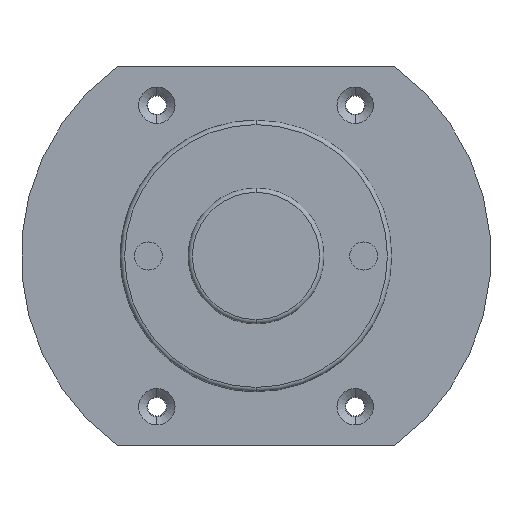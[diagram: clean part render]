
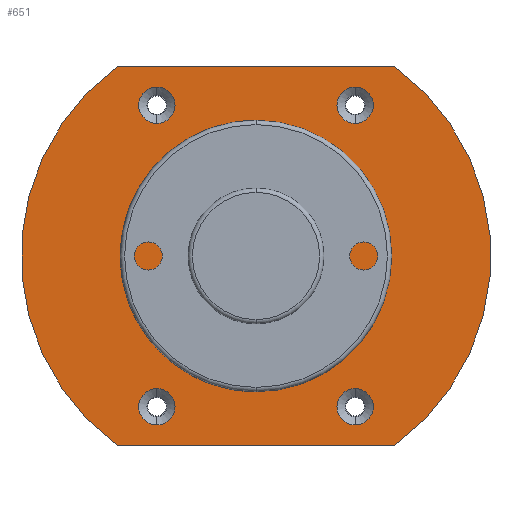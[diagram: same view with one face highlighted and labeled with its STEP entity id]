
A CAD part, front view. The second image highlights one B-rep face of the part: STEP entity #651.
In plain terms, the highlighted planar face has unit normal (0, -1, 0).
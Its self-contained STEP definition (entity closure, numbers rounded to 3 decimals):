
#12 = EDGE_CURVE ( 'NONE', #523, #1166, #1429, .T. ) ;
#35 = CARTESIAN_POINT ( 'NONE',  ( 23., 0., -30.784 ) ) ;
#43 = CARTESIAN_POINT ( 'NONE',  ( 32.16, 0., 44. ) ) ;
#68 = CARTESIAN_POINT ( 'NONE',  ( 23., 0., -35. ) ) ;
#96 = DIRECTION ( 'NONE',  ( 0., -1., 0. ) ) ;
#104 = CARTESIAN_POINT ( 'NONE',  ( 23., 0., 30.784 ) ) ;
#117 = DIRECTION ( 'NONE',  ( 0., 0., -1. ) ) ;
#148 = DIRECTION ( 'NONE',  ( 1., 0., 0. ) ) ;
#168 = DIRECTION ( 'NONE',  ( 0., -1., 0. ) ) ;
#169 = DIRECTION ( 'NONE',  ( 0., 0., -1. ) ) ;
#184 = EDGE_CURVE ( 'NONE', #814, #772, #757, .T. ) ;
#185 = DIRECTION ( 'NONE',  ( 0., -1., 0. ) ) ;
#193 = CARTESIAN_POINT ( 'NONE',  ( -23., 0., -30.784 ) ) ;
#200 = CIRCLE ( 'NONE', #481, 10. ) ;
#213 = CARTESIAN_POINT ( 'NONE',  ( 32.16, 0., -44. ) ) ;
#238 = FACE_BOUND ( 'NONE', #517, .T. ) ;
#243 = EDGE_CURVE ( 'NONE', #361, #496, #1090, .T. ) ;
#248 = DIRECTION ( 'NONE',  ( 0., -1., 0. ) ) ;
#258 = EDGE_CURVE ( 'NONE', #1341, #814, #697, .T. ) ;
#260 = AXIS2_PLACEMENT_3D ( 'NONE', #619, #746, #117 ) ;
#263 = ORIENTED_EDGE ( 'NONE', *, *, #1082, .F. ) ;
#283 = AXIS2_PLACEMENT_3D ( 'NONE', #867, #1236, #877 ) ;
#287 = EDGE_CURVE ( 'NONE', #1166, #523, #1501, .T. ) ;
#292 = CARTESIAN_POINT ( 'NONE',  ( 23., 0., -35. ) ) ;
#297 = EDGE_LOOP ( 'NONE', ( #1469, #573 ) ) ;
#324 = EDGE_LOOP ( 'NONE', ( #1080, #263 ) ) ;
#325 = AXIS2_PLACEMENT_3D ( 'NONE', #1485, #735, #1476 ) ;
#333 = EDGE_LOOP ( 'NONE', ( #507, #444 ) ) ;
#335 = FACE_BOUND ( 'NONE', #297, .T. ) ;
#357 = VERTEX_POINT ( 'NONE', #559 ) ;
#361 = VERTEX_POINT ( 'NONE', #104 ) ;
#378 = ORIENTED_EDGE ( 'NONE', *, *, #1106, .F. ) ;
#381 = AXIS2_PLACEMENT_3D ( 'NONE', #834, #1568, #585 ) ;
#432 = VECTOR ( 'NONE', #993, 1000. ) ;
#444 = ORIENTED_EDGE ( 'NONE', *, *, #1043, .F. ) ;
#455 = EDGE_CURVE ( 'NONE', #548, #1341, #1344, .T. ) ;
#481 = AXIS2_PLACEMENT_3D ( 'NONE', #704, #96, #578 ) ;
#496 = VERTEX_POINT ( 'NONE', #1295 ) ;
#507 = ORIENTED_EDGE ( 'NONE', *, *, #880, .F. ) ;
#517 = EDGE_LOOP ( 'NONE', ( #627, #1089 ) ) ;
#523 = VERTEX_POINT ( 'NONE', #35 ) ;
#548 = VERTEX_POINT ( 'NONE', #43 ) ;
#558 = CARTESIAN_POINT ( 'NONE',  ( 0., 0., -10. ) ) ;
#559 = CARTESIAN_POINT ( 'NONE',  ( -23., 0., 39.216 ) ) ;
#562 = VERTEX_POINT ( 'NONE', #558 ) ;
#573 = ORIENTED_EDGE ( 'NONE', *, *, #12, .F. ) ;
#578 = DIRECTION ( 'NONE',  ( 0., 0., 1. ) ) ;
#585 = DIRECTION ( 'NONE',  ( 0., 0., 1. ) ) ;
#619 = CARTESIAN_POINT ( 'NONE',  ( -23., 0., -35. ) ) ;
#627 = ORIENTED_EDGE ( 'NONE', *, *, #243, .F. ) ;
#633 = CIRCLE ( 'NONE', #325, 4.216 ) ;
#634 = AXIS2_PLACEMENT_3D ( 'NONE', #979, #1339, #1572 ) ;
#651 = ADVANCED_FACE ( 'NONE', ( #1187, #1073, #238, #335, #954, #1550 ), #1195, .F. ) ;
#666 = AXIS2_PLACEMENT_3D ( 'NONE', #1063, #1551, #1418 ) ;
#673 = CARTESIAN_POINT ( 'NONE',  ( -32.16, 0., 44. ) ) ;
#693 = DIRECTION ( 'NONE',  ( 0., 0., -1. ) ) ;
#697 = CIRCLE ( 'NONE', #666, 54.5 ) ;
#704 = CARTESIAN_POINT ( 'NONE',  ( 0., 0., 0. ) ) ;
#713 = EDGE_CURVE ( 'NONE', #496, #361, #1521, .T. ) ;
#735 = DIRECTION ( 'NONE',  ( 0., -1., 0. ) ) ;
#741 = CIRCLE ( 'NONE', #940, 4.216 ) ;
#743 = CARTESIAN_POINT ( 'NONE',  ( 0., 0., 44. ) ) ;
#746 = DIRECTION ( 'NONE',  ( 0., -1., 0. ) ) ;
#757 = LINE ( 'NONE', #1245, #992 ) ;
#772 = VERTEX_POINT ( 'NONE', #213 ) ;
#798 = DIRECTION ( 'NONE',  ( 0., 0., -1. ) ) ;
#813 = AXIS2_PLACEMENT_3D ( 'NONE', #292, #185, #169 ) ;
#814 = VERTEX_POINT ( 'NONE', #1181 ) ;
#817 = DIRECTION ( 'NONE',  ( 0., 0., -1. ) ) ;
#834 = CARTESIAN_POINT ( 'NONE',  ( 0., 0., 0. ) ) ;
#849 = ORIENTED_EDGE ( 'NONE', *, *, #258, .T. ) ;
#854 = CARTESIAN_POINT ( 'NONE',  ( -23., 0., -35. ) ) ;
#859 = VERTEX_POINT ( 'NONE', #948 ) ;
#867 = CARTESIAN_POINT ( 'NONE',  ( -23., 0., 35. ) ) ;
#871 = CIRCLE ( 'NONE', #634, 10. ) ;
#877 = DIRECTION ( 'NONE',  ( 0., 0., -1. ) ) ;
#879 = ORIENTED_EDGE ( 'NONE', *, *, #1014, .F. ) ;
#880 = EDGE_CURVE ( 'NONE', #1190, #562, #200, .T. ) ;
#915 = AXIS2_PLACEMENT_3D ( 'NONE', #1153, #168, #1257 ) ;
#920 = EDGE_CURVE ( 'NONE', #859, #1303, #741, .T. ) ;
#940 = AXIS2_PLACEMENT_3D ( 'NONE', #854, #248, #1345 ) ;
#948 = CARTESIAN_POINT ( 'NONE',  ( -23., 0., -39.216 ) ) ;
#954 = FACE_BOUND ( 'NONE', #324, .T. ) ;
#979 = CARTESIAN_POINT ( 'NONE',  ( 0., 0., 0. ) ) ;
#992 = VECTOR ( 'NONE', #148, 1000. ) ;
#993 = DIRECTION ( 'NONE',  ( -1., 0., 0. ) ) ;
#996 = ORIENTED_EDGE ( 'NONE', *, *, #1253, .T. ) ;
#1014 = EDGE_CURVE ( 'NONE', #357, #1430, #1486, .T. ) ;
#1028 = CARTESIAN_POINT ( 'NONE',  ( 0., 0., 10. ) ) ;
#1043 = EDGE_CURVE ( 'NONE', #562, #1190, #871, .T. ) ;
#1048 = AXIS2_PLACEMENT_3D ( 'NONE', #1454, #1325, #817 ) ;
#1063 = CARTESIAN_POINT ( 'NONE',  ( 0., 0., 0. ) ) ;
#1073 = FACE_BOUND ( 'NONE', #1383, .T. ) ;
#1080 = ORIENTED_EDGE ( 'NONE', *, *, #920, .F. ) ;
#1082 = EDGE_CURVE ( 'NONE', #1303, #859, #1384, .T. ) ;
#1089 = ORIENTED_EDGE ( 'NONE', *, *, #713, .F. ) ;
#1090 = CIRCLE ( 'NONE', #1377, 4.216 ) ;
#1106 = EDGE_CURVE ( 'NONE', #1430, #357, #633, .T. ) ;
#1153 = CARTESIAN_POINT ( 'NONE',  ( 0., 0., 0. ) ) ;
#1166 = VERTEX_POINT ( 'NONE', #1251 ) ;
#1181 = CARTESIAN_POINT ( 'NONE',  ( -32.16, 0., -44. ) ) ;
#1187 = FACE_BOUND ( 'NONE', #333, .T. ) ;
#1190 = VERTEX_POINT ( 'NONE', #1028 ) ;
#1195 = PLANE ( 'NONE',  #381 ) ;
#1197 = CARTESIAN_POINT ( 'NONE',  ( 23., 0., 35. ) ) ;
#1212 = ORIENTED_EDGE ( 'NONE', *, *, #455, .T. ) ;
#1236 = DIRECTION ( 'NONE',  ( 0., -1., 0. ) ) ;
#1239 = ORIENTED_EDGE ( 'NONE', *, *, #184, .T. ) ;
#1245 = CARTESIAN_POINT ( 'NONE',  ( 0., 0., -44. ) ) ;
#1251 = CARTESIAN_POINT ( 'NONE',  ( 23., 0., -39.216 ) ) ;
#1253 = EDGE_CURVE ( 'NONE', #772, #548, #1327, .T. ) ;
#1257 = DIRECTION ( 'NONE',  ( 0., 0., 1. ) ) ;
#1295 = CARTESIAN_POINT ( 'NONE',  ( 23., 0., 39.216 ) ) ;
#1297 = DIRECTION ( 'NONE',  ( 0., -1., 0. ) ) ;
#1303 = VERTEX_POINT ( 'NONE', #193 ) ;
#1325 = DIRECTION ( 'NONE',  ( 0., -1., 0. ) ) ;
#1327 = CIRCLE ( 'NONE', #915, 54.5 ) ;
#1339 = DIRECTION ( 'NONE',  ( 0., -1., 0. ) ) ;
#1341 = VERTEX_POINT ( 'NONE', #673 ) ;
#1344 = LINE ( 'NONE', #743, #432 ) ;
#1345 = DIRECTION ( 'NONE',  ( 0., 0., -1. ) ) ;
#1377 = AXIS2_PLACEMENT_3D ( 'NONE', #1197, #1297, #798 ) ;
#1383 = EDGE_LOOP ( 'NONE', ( #378, #879 ) ) ;
#1384 = CIRCLE ( 'NONE', #260, 4.216 ) ;
#1417 = AXIS2_PLACEMENT_3D ( 'NONE', #68, #1437, #693 ) ;
#1418 = DIRECTION ( 'NONE',  ( 0., 0., 1. ) ) ;
#1429 = CIRCLE ( 'NONE', #813, 4.216 ) ;
#1430 = VERTEX_POINT ( 'NONE', #1440 ) ;
#1437 = DIRECTION ( 'NONE',  ( 0., -1., 0. ) ) ;
#1440 = CARTESIAN_POINT ( 'NONE',  ( -23., 0., 30.784 ) ) ;
#1454 = CARTESIAN_POINT ( 'NONE',  ( 23., 0., 35. ) ) ;
#1469 = ORIENTED_EDGE ( 'NONE', *, *, #287, .F. ) ;
#1476 = DIRECTION ( 'NONE',  ( 0., 0., -1. ) ) ;
#1485 = CARTESIAN_POINT ( 'NONE',  ( -23., 0., 35. ) ) ;
#1486 = CIRCLE ( 'NONE', #283, 4.216 ) ;
#1501 = CIRCLE ( 'NONE', #1417, 4.216 ) ;
#1506 = EDGE_LOOP ( 'NONE', ( #1212, #849, #1239, #996 ) ) ;
#1521 = CIRCLE ( 'NONE', #1048, 4.216 ) ;
#1550 = FACE_OUTER_BOUND ( 'NONE', #1506, .T. ) ;
#1551 = DIRECTION ( 'NONE',  ( 0., -1., 0. ) ) ;
#1568 = DIRECTION ( 'NONE',  ( 0., 1., 0. ) ) ;
#1572 = DIRECTION ( 'NONE',  ( 0., 0., 1. ) ) ;
